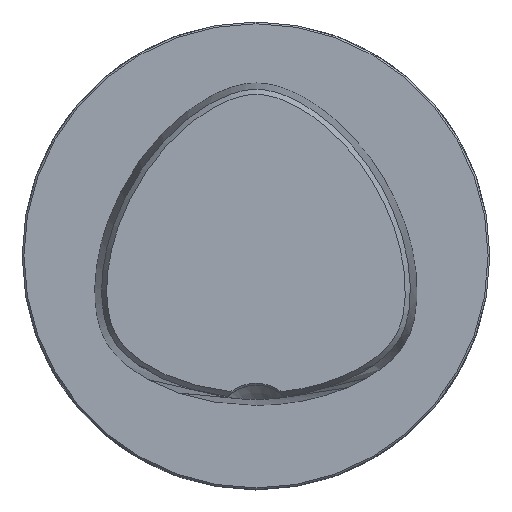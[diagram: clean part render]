
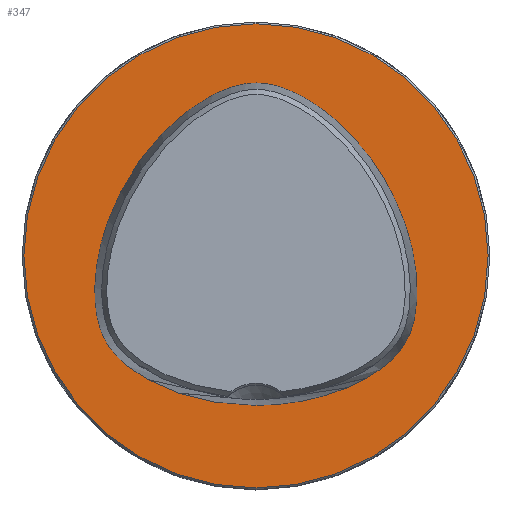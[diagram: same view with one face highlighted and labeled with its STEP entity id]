
A CAD part, top view. The second image highlights one B-rep face of the part: STEP entity #347.
In plain terms, the highlighted planar face has unit normal (0, 0, 1).
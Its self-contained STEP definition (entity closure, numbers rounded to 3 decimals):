
#54=B_SPLINE_CURVE_WITH_KNOTS('',3,(#2106,#2107,#2108,#2109,#2110,#2111,
#2112,#2113,#2114,#2115,#2116,#2117,#2118,#2119,#2120,#2121,#2122,#2123,
#2124,#2125,#2126,#2127,#2128,#2129,#2130,#2131,#2132,#2133,#2134,#2135,
#2136,#2137,#2138,#2139,#2140,#2141,#2142,#2143,#2144,#2145,#2146,#2147,
#2148,#2149,#2150,#2151,#2152,#2153,#2154,#2155,#2156,#2157,#2158,#2159,
#2160,#2161,#2162,#2163,#2164,#2165,#2166,#2167,#2168,#2169,#2170,#2171,
#2172,#2173,#2174,#2175,#2176,#2177,#2178,#2179,#2180,#2181,#2182),
 .UNSPECIFIED.,.T.,.F.,(1,1,2,1,1,1,1,1,1,1,1,1,1,1,1,1,1,1,1,1,1,1,1,1,
1,1,1,1,1,1,1,1,1,1,1,1,1,1,1,1,1,1,1,1,1,1,1,1,1,1,1,1,1,1,1,1,1,1,1,1,
1,1,1,1,1,1,1,1,1,1,1,1,1,1,1,1,2,1,1),(-0.031,-0.016,0.,0.016,
0.031,0.063,0.078,0.094,0.109,0.125,0.133,0.141,0.148,
0.156,0.164,0.172,0.18,0.188,0.195,0.203,0.219,
0.234,0.25,0.266,0.281,0.313,0.344,0.359,0.375,0.391,0.406,
0.422,0.438,0.453,0.469,0.477,0.484,0.492,0.496,
0.5,0.504,0.508,0.516,0.523,0.531,0.547,0.563,0.578,
0.594,0.609,0.625,0.641,0.656,0.688,0.719,0.734,0.75,0.766,
0.781,0.797,0.805,0.813,0.82,0.828,0.836,0.844,
0.852,0.859,0.867,0.875,0.891,0.906,0.922,0.938,0.969,
0.984,1.,1.016,1.031),.UNSPECIFIED.);
#347=ADVANCED_FACE('CU_E_LO_SU_1',(#461,#462),#401,.F.);
#401=PLANE('',#1226);
#461=FACE_BOUND('',#545,.T.);
#462=FACE_BOUND('',#546,.T.);
#545=EDGE_LOOP('',(#751));
#546=EDGE_LOOP('',(#752));
#751=ORIENTED_EDGE('',*,*,#1043,.T.);
#752=ORIENTED_EDGE('',*,*,#1044,.T.);
#920=VERTEX_POINT('',#2183);
#921=VERTEX_POINT('',#2339);
#1043=EDGE_CURVE('',#920,#920,#54,.T.);
#1044=EDGE_CURVE('',#921,#921,#1119,.T.);
#1119=CIRCLE('',#1225,39.7);
#1225=AXIS2_PLACEMENT_3D('',#2338,#1462,#1463);
#1226=AXIS2_PLACEMENT_3D('',#2340,#1464,#1465);
#1462=DIRECTION('',(0.,0.,1.));
#1463=DIRECTION('',(1.,0.,0.));
#1464=DIRECTION('',(0.,0.,-1.));
#1465=DIRECTION('',(-1.,0.,0.));
#2106=CARTESIAN_POINT('',(0.901,-25.575,0.));
#2107=CARTESIAN_POINT('',(-0.901,-25.575,0.));
#2108=CARTESIAN_POINT('',(-2.704,-25.519,0.));
#2109=CARTESIAN_POINT('',(-6.296,-25.183,0.));
#2110=CARTESIAN_POINT('',(-9.847,-24.505,0.));
#2111=CARTESIAN_POINT('',(-13.303,-23.467,0.));
#2112=CARTESIAN_POINT('',(-15.832,-22.497,0.));
#2113=CARTESIAN_POINT('',(-18.274,-21.325,0.));
#2114=CARTESIAN_POINT('',(-20.211,-20.163,0.));
#2115=CARTESIAN_POINT('',(-21.677,-19.107,0.));
#2116=CARTESIAN_POINT('',(-22.725,-18.247,0.));
#2117=CARTESIAN_POINT('',(-23.709,-17.313,0.));
#2118=CARTESIAN_POINT('',(-24.61,-16.296,0.));
#2119=CARTESIAN_POINT('',(-25.401,-15.19,0.));
#2120=CARTESIAN_POINT('',(-26.058,-13.998,0.));
#2121=CARTESIAN_POINT('',(-26.575,-12.74,0.));
#2122=CARTESIAN_POINT('',(-26.965,-11.439,0.));
#2123=CARTESIAN_POINT('',(-27.249,-10.112,0.));
#2124=CARTESIAN_POINT('',(-27.504,-8.324,0.));
#2125=CARTESIAN_POINT('',(-27.619,-6.066,0.));
#2126=CARTESIAN_POINT('',(-27.493,-3.36,0.));
#2127=CARTESIAN_POINT('',(-27.139,-0.675,0.));
#2128=CARTESIAN_POINT('',(-26.581,1.974,0.));
#2129=CARTESIAN_POINT('',(-25.59,5.443,0.));
#2130=CARTESIAN_POINT('',(-23.922,9.642,0.));
#2131=CARTESIAN_POINT('',(-21.745,13.599,0.));
#2132=CARTESIAN_POINT('',(-19.72,16.584,0.));
#2133=CARTESIAN_POINT('',(-18.063,18.723,0.));
#2134=CARTESIAN_POINT('',(-16.269,20.75,0.));
#2135=CARTESIAN_POINT('',(-14.343,22.652,0.));
#2136=CARTESIAN_POINT('',(-12.284,24.409,0.));
#2137=CARTESIAN_POINT('',(-10.091,26.,0.));
#2138=CARTESIAN_POINT('',(-7.766,27.392,0.));
#2139=CARTESIAN_POINT('',(-5.716,28.346,0.));
#2140=CARTESIAN_POINT('',(-4.01,28.944,0.));
#2141=CARTESIAN_POINT('',(-2.698,29.293,0.));
#2142=CARTESIAN_POINT('',(-1.581,29.483,0.));
#2143=CARTESIAN_POINT('',(-0.679,29.562,0.));
#2144=CARTESIAN_POINT('',(0.,29.582,0.));
#2145=CARTESIAN_POINT('',(0.679,29.562,0.));
#2146=CARTESIAN_POINT('',(1.581,29.483,0.));
#2147=CARTESIAN_POINT('',(2.698,29.293,0.));
#2148=CARTESIAN_POINT('',(4.01,28.944,0.));
#2149=CARTESIAN_POINT('',(5.716,28.346,0.));
#2150=CARTESIAN_POINT('',(7.766,27.392,0.));
#2151=CARTESIAN_POINT('',(10.091,26.,0.));
#2152=CARTESIAN_POINT('',(12.284,24.409,0.));
#2153=CARTESIAN_POINT('',(14.343,22.652,0.));
#2154=CARTESIAN_POINT('',(16.269,20.75,0.));
#2155=CARTESIAN_POINT('',(18.063,18.723,0.));
#2156=CARTESIAN_POINT('',(19.72,16.584,0.));
#2157=CARTESIAN_POINT('',(21.745,13.599,0.));
#2158=CARTESIAN_POINT('',(23.922,9.642,0.));
#2159=CARTESIAN_POINT('',(25.59,5.443,0.));
#2160=CARTESIAN_POINT('',(26.581,1.974,0.));
#2161=CARTESIAN_POINT('',(27.139,-0.675,0.));
#2162=CARTESIAN_POINT('',(27.493,-3.36,0.));
#2163=CARTESIAN_POINT('',(27.619,-6.066,0.));
#2164=CARTESIAN_POINT('',(27.504,-8.324,0.));
#2165=CARTESIAN_POINT('',(27.249,-10.112,0.));
#2166=CARTESIAN_POINT('',(26.965,-11.439,0.));
#2167=CARTESIAN_POINT('',(26.575,-12.74,0.));
#2168=CARTESIAN_POINT('',(26.058,-13.998,0.));
#2169=CARTESIAN_POINT('',(25.401,-15.19,0.));
#2170=CARTESIAN_POINT('',(24.61,-16.296,0.));
#2171=CARTESIAN_POINT('',(23.709,-17.313,0.));
#2172=CARTESIAN_POINT('',(22.725,-18.247,0.));
#2173=CARTESIAN_POINT('',(21.677,-19.107,0.));
#2174=CARTESIAN_POINT('',(20.211,-20.163,0.));
#2175=CARTESIAN_POINT('',(18.274,-21.325,0.));
#2176=CARTESIAN_POINT('',(15.832,-22.497,0.));
#2177=CARTESIAN_POINT('',(13.303,-23.467,0.));
#2178=CARTESIAN_POINT('',(9.847,-24.505,0.));
#2179=CARTESIAN_POINT('',(6.296,-25.183,0.));
#2180=CARTESIAN_POINT('',(2.704,-25.519,0.));
#2181=CARTESIAN_POINT('',(0.901,-25.575,0.));
#2182=CARTESIAN_POINT('',(-0.901,-25.575,0.));
#2183=CARTESIAN_POINT('',(0.,-25.575,0.));
#2338=CARTESIAN_POINT('',(0.,0.,0.));
#2339=CARTESIAN_POINT('',(39.7,0.,0.));
#2340=CARTESIAN_POINT('',(0.,1.996,0.));
